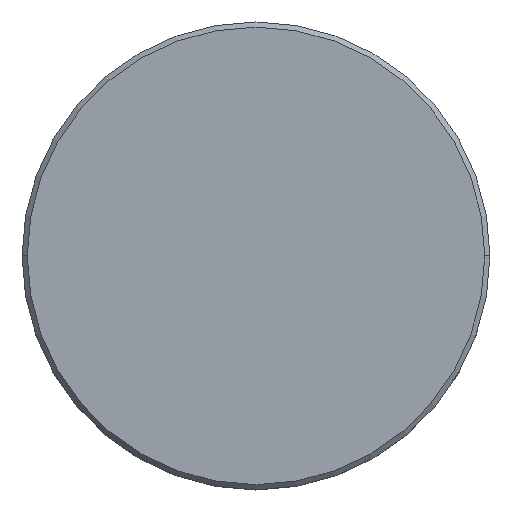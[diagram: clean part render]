
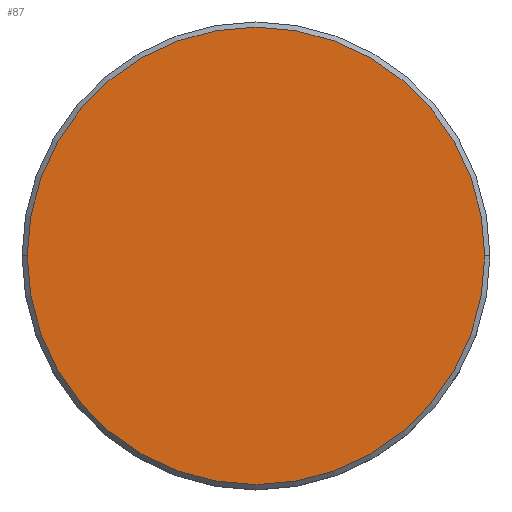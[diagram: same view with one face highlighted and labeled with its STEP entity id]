
A CAD part, top view. The second image highlights one B-rep face of the part: STEP entity #87.
In plain terms, the highlighted planar face has unit normal (0, 0, 1).
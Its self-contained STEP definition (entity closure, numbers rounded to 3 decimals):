
#1 = CIRCLE ( 'NONE', #566, 22. ) ;
#63 = CARTESIAN_POINT ( 'NONE',  ( 0., 0., 0. ) ) ;
#87 = ADVANCED_FACE ( 'NONE', ( #259 ), #382, .T. ) ;
#100 = DIRECTION ( 'NONE',  ( 1., 0., 0. ) ) ;
#102 = VERTEX_POINT ( 'NONE', #337 ) ;
#146 = CARTESIAN_POINT ( 'NONE',  ( -22., 0., 0. ) ) ;
#153 = CARTESIAN_POINT ( 'NONE',  ( 0., 0., 0. ) ) ;
#167 = EDGE_CURVE ( 'NONE', #102, #424, #1, .T. ) ;
#169 = DIRECTION ( 'NONE',  ( 1., 0., 0. ) ) ;
#207 = ORIENTED_EDGE ( 'NONE', *, *, #167, .T. ) ;
#232 = CIRCLE ( 'NONE', #543, 22. ) ;
#256 = AXIS2_PLACEMENT_3D ( 'NONE', #63, #441, #100 ) ;
#259 = FACE_OUTER_BOUND ( 'NONE', #272, .T. ) ;
#272 = EDGE_LOOP ( 'NONE', ( #370, #207 ) ) ;
#301 = DIRECTION ( 'NONE',  ( 0., 0., 1. ) ) ;
#337 = CARTESIAN_POINT ( 'NONE',  ( 22., 0., 0. ) ) ;
#370 = ORIENTED_EDGE ( 'NONE', *, *, #454, .T. ) ;
#382 = PLANE ( 'NONE',  #256 ) ;
#387 = DIRECTION ( 'NONE',  ( 1., 0., 0. ) ) ;
#391 = CARTESIAN_POINT ( 'NONE',  ( 0., 0., 0. ) ) ;
#424 = VERTEX_POINT ( 'NONE', #146 ) ;
#441 = DIRECTION ( 'NONE',  ( 0., 0., 1. ) ) ;
#454 = EDGE_CURVE ( 'NONE', #424, #102, #232, .T. ) ;
#493 = DIRECTION ( 'NONE',  ( 0., 0., 1. ) ) ;
#543 = AXIS2_PLACEMENT_3D ( 'NONE', #153, #301, #387 ) ;
#566 = AXIS2_PLACEMENT_3D ( 'NONE', #391, #493, #169 ) ;
